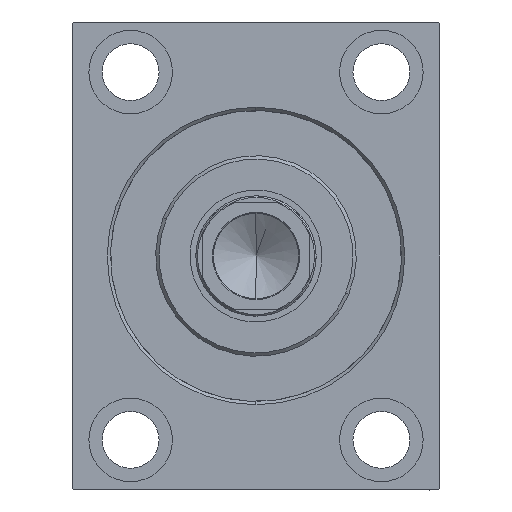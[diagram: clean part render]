
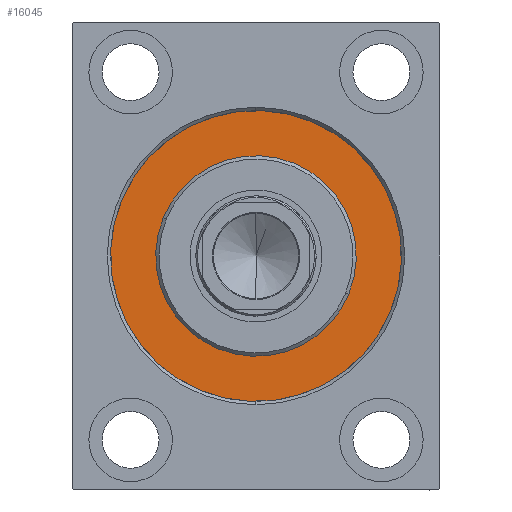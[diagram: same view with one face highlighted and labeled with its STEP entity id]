
A CAD part, left-side view. The second image highlights one B-rep face of the part: STEP entity #16045.
In plain terms, the highlighted face is planar.
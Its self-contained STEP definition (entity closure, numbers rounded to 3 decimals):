
#291 = CARTESIAN_POINT ( 'NONE',  ( 0., 0., 0. ) ) ;
#2213 = EDGE_CURVE ( 'NONE', #8989, #21602, #3727, .T. ) ;
#2605 = AXIS2_PLACEMENT_3D ( 'NONE', #291, #13885, #4085 ) ;
#3258 = ORIENTED_EDGE ( 'NONE', *, *, #2213, .F. ) ;
#3307 = CIRCLE ( 'NONE', #2605, 43.5 ) ;
#3727 = CIRCLE ( 'NONE', #15127, 30. ) ;
#4071 = AXIS2_PLACEMENT_3D ( 'NONE', #18949, #12682, #15151 ) ;
#4085 = DIRECTION ( 'NONE',  ( 0., 0., 1. ) ) ;
#4194 = CARTESIAN_POINT ( 'NONE',  ( 0., 0., -30. ) ) ;
#6336 = DIRECTION ( 'NONE',  ( 1., 0., 0. ) ) ;
#6994 = DIRECTION ( 'NONE',  ( 0., 0., -1. ) ) ;
#8305 = DIRECTION ( 'NONE',  ( 1., 0., 0. ) ) ;
#8989 = VERTEX_POINT ( 'NONE', #10580 ) ;
#10397 = AXIS2_PLACEMENT_3D ( 'NONE', #25965, #19056, #12140 ) ;
#10580 = CARTESIAN_POINT ( 'NONE',  ( 0., 0., 30. ) ) ;
#12140 = DIRECTION ( 'NONE',  ( 0., 0., 1. ) ) ;
#12682 = DIRECTION ( 'NONE',  ( -1., 0., 0. ) ) ;
#12781 = PLANE ( 'NONE',  #10397 ) ;
#12971 = CIRCLE ( 'NONE', #37899, 30. ) ;
#13885 = DIRECTION ( 'NONE',  ( -1., 0., 0. ) ) ;
#15127 = AXIS2_PLACEMENT_3D ( 'NONE', #33748, #6336, #6994 ) ;
#15151 = DIRECTION ( 'NONE',  ( 0., 0., 1. ) ) ;
#15213 = CARTESIAN_POINT ( 'NONE',  ( 0., 0., 0. ) ) ;
#15489 = FACE_BOUND ( 'NONE', #17275, .T. ) ;
#16045 = ADVANCED_FACE ( 'NONE', ( #15489, #22828 ), #12781, .F. ) ;
#17275 = EDGE_LOOP ( 'NONE', ( #3258, #34240 ) ) ;
#17608 = EDGE_LOOP ( 'NONE', ( #34252, #32902 ) ) ;
#18949 = CARTESIAN_POINT ( 'NONE',  ( 0., 0., 0. ) ) ;
#19056 = DIRECTION ( 'NONE',  ( -1., 0., 0. ) ) ;
#20858 = EDGE_CURVE ( 'NONE', #21602, #8989, #12971, .T. ) ;
#21602 = VERTEX_POINT ( 'NONE', #4194 ) ;
#22022 = CARTESIAN_POINT ( 'NONE',  ( 0., 0., -43.5 ) ) ;
#22828 = FACE_OUTER_BOUND ( 'NONE', #17608, .T. ) ;
#25804 = VERTEX_POINT ( 'NONE', #40012 ) ;
#25965 = CARTESIAN_POINT ( 'NONE',  ( 0., 0., 0. ) ) ;
#30649 = VERTEX_POINT ( 'NONE', #22022 ) ;
#32316 = EDGE_CURVE ( 'NONE', #30649, #25804, #3307, .T. ) ;
#32902 = ORIENTED_EDGE ( 'NONE', *, *, #38750, .F. ) ;
#33748 = CARTESIAN_POINT ( 'NONE',  ( 0., 0., 0. ) ) ;
#34240 = ORIENTED_EDGE ( 'NONE', *, *, #20858, .F. ) ;
#34252 = ORIENTED_EDGE ( 'NONE', *, *, #32316, .F. ) ;
#37899 = AXIS2_PLACEMENT_3D ( 'NONE', #15213, #8305, #39291 ) ;
#38750 = EDGE_CURVE ( 'NONE', #25804, #30649, #42533, .T. ) ;
#39291 = DIRECTION ( 'NONE',  ( 0., 0., -1. ) ) ;
#40012 = CARTESIAN_POINT ( 'NONE',  ( 0., 0., 43.5 ) ) ;
#42533 = CIRCLE ( 'NONE', #4071, 43.5 ) ;
